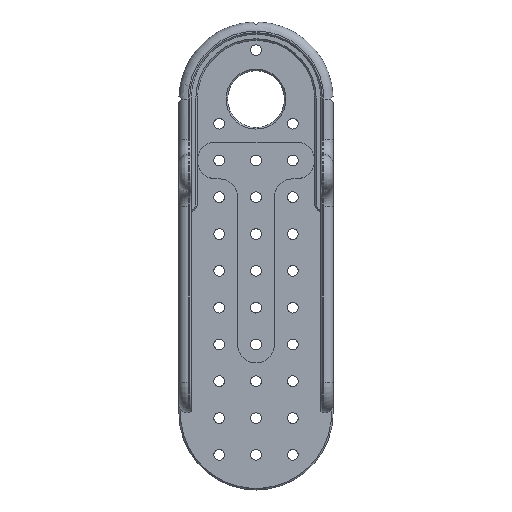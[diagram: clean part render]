
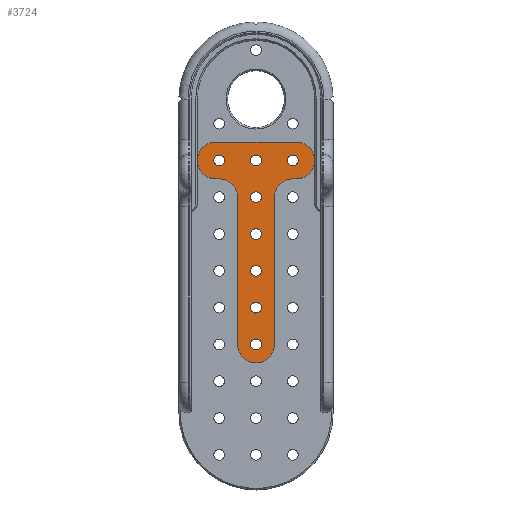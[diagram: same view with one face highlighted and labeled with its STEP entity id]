
A CAD part, top view. The second image highlights one B-rep face of the part: STEP entity #3724.
In plain terms, the highlighted planar face has unit normal (0, 0, 1).
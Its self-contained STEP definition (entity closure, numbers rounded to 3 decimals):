
#85=FACE_BOUND('',#784,.T.);
#86=FACE_BOUND('',#785,.T.);
#87=FACE_BOUND('',#786,.T.);
#88=FACE_BOUND('',#787,.T.);
#89=FACE_BOUND('',#788,.T.);
#90=FACE_BOUND('',#789,.T.);
#91=FACE_BOUND('',#790,.T.);
#92=FACE_BOUND('',#791,.T.);
#260=CIRCLE('',#4042,1.75);
#261=CIRCLE('',#4044,1.75);
#262=CIRCLE('',#4046,1.75);
#263=CIRCLE('',#4050,1.75);
#264=CIRCLE('',#4054,1.75);
#265=CIRCLE('',#4061,1.75);
#266=CIRCLE('',#4065,1.75);
#267=CIRCLE('',#4069,1.75);
#268=CIRCLE('',#4076,6.);
#269=CIRCLE('',#4079,6.);
#270=CIRCLE('',#4082,6.);
#271=CIRCLE('',#4084,6.);
#272=CIRCLE('',#4087,6.);
#273=CIRCLE('',#4090,6.);
#274=CIRCLE('',#4093,6.);
#516=FACE_OUTER_BOUND('',#783,.T.);
#783=EDGE_LOOP('',(#3301,#3302,#3303,#3304,#3305,#3306,#3307,#3308,#3309,
#3310,#3311,#3312));
#784=EDGE_LOOP('',(#3313));
#785=EDGE_LOOP('',(#3314));
#786=EDGE_LOOP('',(#3315));
#787=EDGE_LOOP('',(#3316));
#788=EDGE_LOOP('',(#3317));
#789=EDGE_LOOP('',(#3318));
#790=EDGE_LOOP('',(#3319));
#791=EDGE_LOOP('',(#3320));
#1141=LINE('',#6249,#1491);
#1145=LINE('',#6259,#1495);
#1151=LINE('',#6274,#1501);
#1153=LINE('',#6280,#1503);
#1155=LINE('',#6286,#1505);
#1491=VECTOR('',#5060,10.);
#1495=VECTOR('',#5070,10.);
#1501=VECTOR('',#5086,10.);
#1503=VECTOR('',#5094,10.);
#1505=VECTOR('',#5102,10.);
#1850=VERTEX_POINT('',#6174);
#1851=VERTEX_POINT('',#6178);
#1852=VERTEX_POINT('',#6182);
#1853=VERTEX_POINT('',#6190);
#1854=VERTEX_POINT('',#6198);
#1855=VERTEX_POINT('',#6212);
#1856=VERTEX_POINT('',#6220);
#1857=VERTEX_POINT('',#6228);
#1858=VERTEX_POINT('',#6242);
#1859=VERTEX_POINT('',#6244);
#1860=VERTEX_POINT('',#6248);
#1861=VERTEX_POINT('',#6252);
#1862=VERTEX_POINT('',#6254);
#1863=VERTEX_POINT('',#6258);
#1864=VERTEX_POINT('',#6262);
#1865=VERTEX_POINT('',#6264);
#1866=VERTEX_POINT('',#6268);
#1867=VERTEX_POINT('',#6272);
#1868=VERTEX_POINT('',#6276);
#1869=VERTEX_POINT('',#6282);
#2311=EDGE_CURVE('',#1850,#1850,#260,.T.);
#2313=EDGE_CURVE('',#1851,#1851,#261,.T.);
#2315=EDGE_CURVE('',#1852,#1852,#262,.T.);
#2319=EDGE_CURVE('',#1853,#1853,#263,.T.);
#2323=EDGE_CURVE('',#1854,#1854,#264,.T.);
#2330=EDGE_CURVE('',#1855,#1855,#265,.T.);
#2334=EDGE_CURVE('',#1856,#1856,#266,.T.);
#2338=EDGE_CURVE('',#1857,#1857,#267,.T.);
#2346=EDGE_CURVE('',#1858,#1859,#268,.T.);
#2348=EDGE_CURVE('',#1860,#1859,#1141,.T.);
#2351=EDGE_CURVE('',#1861,#1862,#269,.T.);
#2353=EDGE_CURVE('',#1863,#1862,#1145,.T.);
#2357=EDGE_CURVE('',#1864,#1865,#270,.T.);
#2359=EDGE_CURVE('',#1866,#1863,#271,.T.);
#2361=EDGE_CURVE('',#1858,#1867,#1151,.T.);
#2362=EDGE_CURVE('',#1868,#1860,#272,.T.);
#2364=EDGE_CURVE('',#1861,#1868,#1153,.T.);
#2365=EDGE_CURVE('',#1869,#1866,#273,.T.);
#2367=EDGE_CURVE('',#1865,#1869,#1155,.T.);
#2368=EDGE_CURVE('',#1867,#1864,#274,.T.);
#3301=ORIENTED_EDGE('',*,*,#2368,.T.);
#3302=ORIENTED_EDGE('',*,*,#2357,.T.);
#3303=ORIENTED_EDGE('',*,*,#2367,.T.);
#3304=ORIENTED_EDGE('',*,*,#2365,.T.);
#3305=ORIENTED_EDGE('',*,*,#2359,.T.);
#3306=ORIENTED_EDGE('',*,*,#2353,.T.);
#3307=ORIENTED_EDGE('',*,*,#2351,.F.);
#3308=ORIENTED_EDGE('',*,*,#2364,.T.);
#3309=ORIENTED_EDGE('',*,*,#2362,.T.);
#3310=ORIENTED_EDGE('',*,*,#2348,.T.);
#3311=ORIENTED_EDGE('',*,*,#2346,.F.);
#3312=ORIENTED_EDGE('',*,*,#2361,.T.);
#3313=ORIENTED_EDGE('',*,*,#2311,.T.);
#3314=ORIENTED_EDGE('',*,*,#2313,.T.);
#3315=ORIENTED_EDGE('',*,*,#2315,.T.);
#3316=ORIENTED_EDGE('',*,*,#2319,.T.);
#3317=ORIENTED_EDGE('',*,*,#2323,.T.);
#3318=ORIENTED_EDGE('',*,*,#2330,.T.);
#3319=ORIENTED_EDGE('',*,*,#2334,.T.);
#3320=ORIENTED_EDGE('',*,*,#2338,.T.);
#3540=PLANE('',#4094);
#3724=ADVANCED_FACE('',(#516,#85,#86,#87,#88,#89,#90,#91,#92),#3540,.T.);
#4042=AXIS2_PLACEMENT_3D('',#6175,#4960,#4961);
#4044=AXIS2_PLACEMENT_3D('',#6179,#4965,#4966);
#4046=AXIS2_PLACEMENT_3D('',#6183,#4970,#4971);
#4050=AXIS2_PLACEMENT_3D('',#6191,#4981,#4982);
#4054=AXIS2_PLACEMENT_3D('',#6199,#4992,#4993);
#4061=AXIS2_PLACEMENT_3D('',#6213,#5012,#5013);
#4065=AXIS2_PLACEMENT_3D('',#6221,#5023,#5024);
#4069=AXIS2_PLACEMENT_3D('',#6229,#5034,#5035);
#4076=AXIS2_PLACEMENT_3D('',#6245,#5055,#5056);
#4079=AXIS2_PLACEMENT_3D('',#6255,#5065,#5066);
#4082=AXIS2_PLACEMENT_3D('',#6266,#5076,#5077);
#4084=AXIS2_PLACEMENT_3D('',#6270,#5081,#5082);
#4087=AXIS2_PLACEMENT_3D('',#6277,#5089,#5090);
#4090=AXIS2_PLACEMENT_3D('',#6283,#5097,#5098);
#4093=AXIS2_PLACEMENT_3D('',#6288,#5105,#5106);
#4094=AXIS2_PLACEMENT_3D('',#6289,#5107,#5108);
#4960=DIRECTION('center_axis',(0.,0.,-1.));
#4961=DIRECTION('ref_axis',(1.,0.,0.));
#4965=DIRECTION('center_axis',(0.,0.,-1.));
#4966=DIRECTION('ref_axis',(1.,0.,0.));
#4970=DIRECTION('center_axis',(0.,0.,-1.));
#4971=DIRECTION('ref_axis',(1.,0.,0.));
#4981=DIRECTION('center_axis',(0.,0.,-1.));
#4982=DIRECTION('ref_axis',(1.,0.,0.));
#4992=DIRECTION('center_axis',(0.,0.,-1.));
#4993=DIRECTION('ref_axis',(1.,0.,0.));
#5012=DIRECTION('center_axis',(0.,0.,-1.));
#5013=DIRECTION('ref_axis',(1.,0.,0.));
#5023=DIRECTION('center_axis',(0.,0.,-1.));
#5024=DIRECTION('ref_axis',(1.,0.,0.));
#5034=DIRECTION('center_axis',(0.,0.,-1.));
#5035=DIRECTION('ref_axis',(1.,0.,0.));
#5055=DIRECTION('center_axis',(0.,0.,1.));
#5056=DIRECTION('ref_axis',(-0.707,0.707,0.));
#5060=DIRECTION('',(0.,1.,0.));
#5065=DIRECTION('center_axis',(0.,0.,1.));
#5066=DIRECTION('ref_axis',(0.707,0.707,0.));
#5070=DIRECTION('',(1.,0.,0.));
#5076=DIRECTION('center_axis',(0.,0.,1.));
#5077=DIRECTION('ref_axis',(1.,0.,0.));
#5081=DIRECTION('center_axis',(0.,0.,1.));
#5082=DIRECTION('ref_axis',(1.,0.,0.));
#5086=DIRECTION('',(1.,0.,0.));
#5089=DIRECTION('center_axis',(0.,0.,1.));
#5090=DIRECTION('ref_axis',(1.,0.,0.));
#5094=DIRECTION('',(0.,-1.,0.));
#5097=DIRECTION('center_axis',(0.,0.,1.));
#5098=DIRECTION('ref_axis',(1.,0.,0.));
#5102=DIRECTION('',(-1.,0.,0.));
#5105=DIRECTION('center_axis',(0.,0.,1.));
#5106=DIRECTION('ref_axis',(1.,0.,0.));
#5107=DIRECTION('center_axis',(0.,0.,1.));
#5108=DIRECTION('ref_axis',(1.,0.,0.));
#6174=CARTESIAN_POINT('',(10.25,-20.,4.5));
#6175=CARTESIAN_POINT('Origin',(12.,-20.,4.5));
#6178=CARTESIAN_POINT('',(-13.75,-20.,4.5));
#6179=CARTESIAN_POINT('Origin',(-12.,-20.,4.5));
#6182=CARTESIAN_POINT('',(-1.75,-32.,4.5));
#6183=CARTESIAN_POINT('Origin',(0.,-32.,4.5));
#6190=CARTESIAN_POINT('',(-1.75,-56.,4.5));
#6191=CARTESIAN_POINT('Origin',(0.,-56.,4.5));
#6198=CARTESIAN_POINT('',(-1.75,-80.,4.5));
#6199=CARTESIAN_POINT('Origin',(0.,-80.,4.5));
#6212=CARTESIAN_POINT('',(-1.75,-68.,4.5));
#6213=CARTESIAN_POINT('Origin',(0.,-68.,4.5));
#6220=CARTESIAN_POINT('',(-1.75,-44.,4.5));
#6221=CARTESIAN_POINT('Origin',(0.,-44.,4.5));
#6228=CARTESIAN_POINT('',(-1.75,-20.,4.5));
#6229=CARTESIAN_POINT('Origin',(0.,-20.,4.5));
#6242=CARTESIAN_POINT('',(12.,-26.,4.5));
#6244=CARTESIAN_POINT('',(6.,-32.,4.5));
#6245=CARTESIAN_POINT('Origin',(12.,-32.,4.5));
#6248=CARTESIAN_POINT('',(6.,-80.,4.5));
#6249=CARTESIAN_POINT('',(6.,-68.,4.5));
#6252=CARTESIAN_POINT('',(-6.,-32.,4.5));
#6254=CARTESIAN_POINT('',(-12.,-26.,4.5));
#6255=CARTESIAN_POINT('Origin',(-12.,-32.,4.5));
#6258=CARTESIAN_POINT('',(-13.15,-26.,4.5));
#6259=CARTESIAN_POINT('',(13.15,-26.,4.5));
#6262=CARTESIAN_POINT('',(19.15,-20.,4.5));
#6264=CARTESIAN_POINT('',(13.15,-14.,4.5));
#6266=CARTESIAN_POINT('Origin',(13.15,-20.,4.5));
#6268=CARTESIAN_POINT('',(-19.15,-20.,4.5));
#6270=CARTESIAN_POINT('Origin',(-13.15,-20.,4.5));
#6272=CARTESIAN_POINT('',(13.15,-26.,4.5));
#6274=CARTESIAN_POINT('',(13.15,-26.,4.5));
#6276=CARTESIAN_POINT('',(-6.,-80.,4.5));
#6277=CARTESIAN_POINT('Origin',(0.,-80.,4.5));
#6280=CARTESIAN_POINT('',(-6.,-68.,4.5));
#6282=CARTESIAN_POINT('',(-13.15,-14.,4.5));
#6283=CARTESIAN_POINT('Origin',(-13.15,-20.,4.5));
#6286=CARTESIAN_POINT('',(-13.15,-14.,4.5));
#6288=CARTESIAN_POINT('Origin',(13.15,-20.,4.5));
#6289=CARTESIAN_POINT('Origin',(0.,-50.,4.5));
